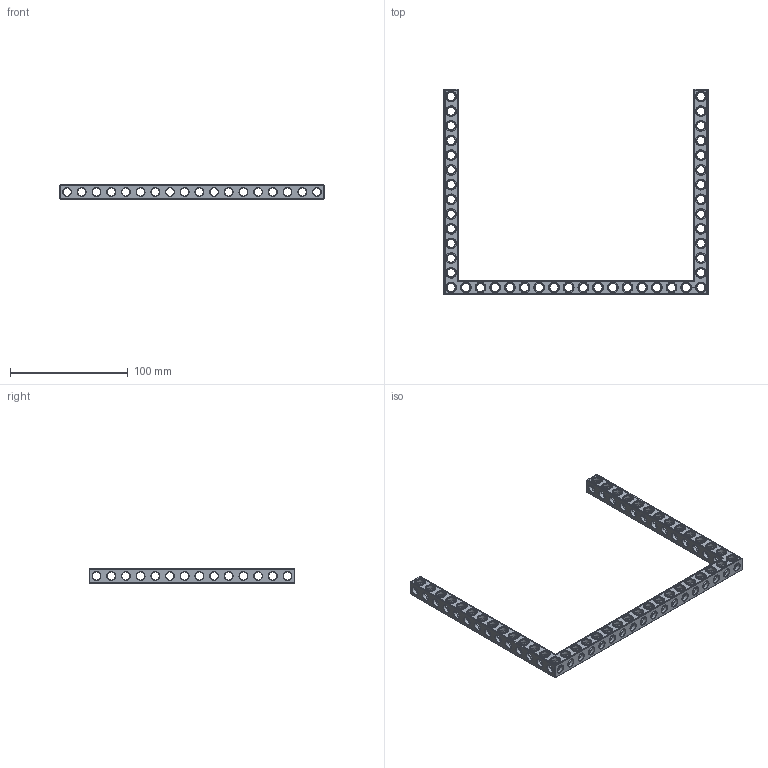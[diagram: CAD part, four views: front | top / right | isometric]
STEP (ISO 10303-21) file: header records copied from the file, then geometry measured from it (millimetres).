
FILE_DESCRIPTION(('FreeCAD Model'),'2;1');
FILE_NAME('Open CASCADE Shape Model','2022-03-06T23:01:26',('Author'),( ''),'Open CASCADE STEP processor 7.5','FreeCAD','Unknown');
FILE_SCHEMA(('AUTOMOTIVE_DESIGN { 1 0 10303 214 1 1 1 1 }'));
Products named in the file (1): Beam AGD ESS USH SYM BU18x14x01 - SPN-BEM-0606 (stemfie.org)
Bounding box: 225 x 175 x 12.5 mm (x, y, z)
Volume: 42990 mm3; surface area: 38357.2 mm2
Topology: 1 solids, 1 shells, 1043 faces, 3214 edges, 2076 vertices
Faces by surface type: plane 406, cylinder 265, extrusion 194, cone 178
Full cylindrical faces by diameter (mm): 6.98 x30, 7 x191, 9.2 x44
Entity records: 218019 total; most frequent: CARTESIAN_POINT 158455, DIRECTION 9570, ORIENTED_EDGE 6428, PCURVE 6428, DEFINITIONAL_REPRESENTATION 6428, VECTOR 5756, LINE 5562, EDGE_CURVE 3214
